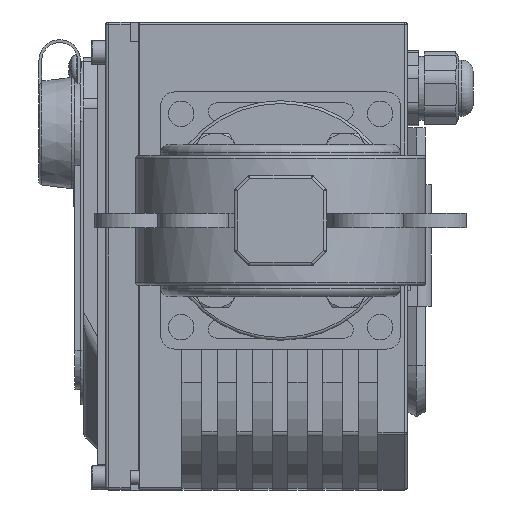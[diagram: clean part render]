
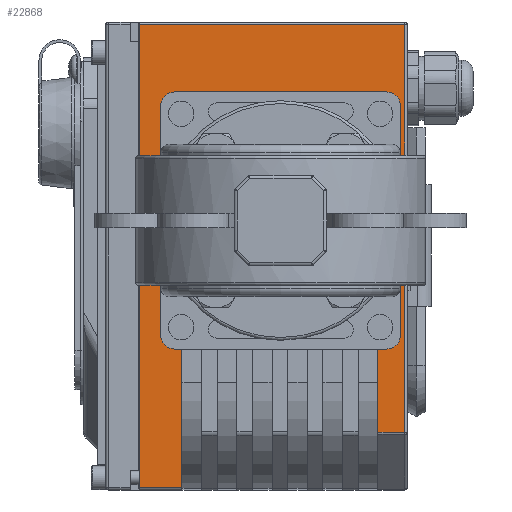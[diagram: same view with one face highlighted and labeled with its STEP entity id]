
A CAD part, front view. The second image highlights one B-rep face of the part: STEP entity #22868.
In plain terms, the highlighted planar face has unit normal (0, -1, 0).
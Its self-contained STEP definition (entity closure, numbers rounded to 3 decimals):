
#626=PLANE('',#24560);
#2361=LINE('',#33866,#4388);
#2366=LINE('',#33879,#4393);
#2368=LINE('',#33887,#4395);
#2370=LINE('',#33897,#4397);
#2371=LINE('',#33899,#4398);
#2372=LINE('',#33901,#4399);
#2373=LINE('',#33903,#4400);
#2374=LINE('',#33905,#4401);
#2375=LINE('',#33909,#4402);
#2376=LINE('',#33913,#4403);
#2377=LINE('',#33917,#4404);
#2378=LINE('',#33920,#4405);
#4388=VECTOR('',#27427,10.);
#4393=VECTOR('',#27438,10.);
#4395=VECTOR('',#27448,10.);
#4397=VECTOR('',#27462,10.);
#4398=VECTOR('',#27463,10.);
#4399=VECTOR('',#27464,10.);
#4400=VECTOR('',#27465,10.);
#4401=VECTOR('',#27466,10.);
#4402=VECTOR('',#27469,10.);
#4403=VECTOR('',#27472,10.);
#4404=VECTOR('',#27475,10.);
#4405=VECTOR('',#27478,10.);
#7536=FACE_OUTER_BOUND('',#8828,.T.);
#8828=EDGE_LOOP('',(#17684,#17685,#17686,#17687,#17688,#17689,#17690,#17691,
#17692,#17693,#17694,#17695,#17696,#17697,#17698,#17699));
#10085=CIRCLE('',#24561,4.9);
#10086=CIRCLE('',#24562,4.9);
#10087=CIRCLE('',#24563,4.9);
#10088=CIRCLE('',#24564,4.9);
#11139=VERTEX_POINT('',#33863);
#11140=VERTEX_POINT('',#33865);
#11145=VERTEX_POINT('',#33877);
#11147=VERTEX_POINT('',#33885);
#11149=VERTEX_POINT('',#33896);
#11150=VERTEX_POINT('',#33898);
#11151=VERTEX_POINT('',#33900);
#11152=VERTEX_POINT('',#33902);
#11153=VERTEX_POINT('',#33904);
#11154=VERTEX_POINT('',#33906);
#11155=VERTEX_POINT('',#33908);
#11156=VERTEX_POINT('',#33910);
#11157=VERTEX_POINT('',#33912);
#11158=VERTEX_POINT('',#33914);
#11159=VERTEX_POINT('',#33916);
#11160=VERTEX_POINT('',#33918);
#13584=EDGE_CURVE('',#11140,#11139,#2361,.T.);
#13591=EDGE_CURVE('',#11145,#11139,#2366,.T.);
#13595=EDGE_CURVE('',#11147,#11145,#2368,.T.);
#13600=EDGE_CURVE('',#11149,#11147,#2370,.T.);
#13601=EDGE_CURVE('',#11150,#11149,#2371,.T.);
#13602=EDGE_CURVE('',#11151,#11150,#2372,.T.);
#13603=EDGE_CURVE('',#11151,#11152,#2373,.T.);
#13604=EDGE_CURVE('',#11152,#11153,#2374,.T.);
#13605=EDGE_CURVE('',#11154,#11153,#10085,.F.);
#13606=EDGE_CURVE('',#11154,#11155,#2375,.T.);
#13607=EDGE_CURVE('',#11156,#11155,#10086,.F.);
#13608=EDGE_CURVE('',#11156,#11157,#2376,.T.);
#13609=EDGE_CURVE('',#11158,#11157,#10087,.F.);
#13610=EDGE_CURVE('',#11158,#11159,#2377,.T.);
#13611=EDGE_CURVE('',#11160,#11159,#10088,.F.);
#13612=EDGE_CURVE('',#11160,#11140,#2378,.T.);
#17684=ORIENTED_EDGE('',*,*,#13591,.F.);
#17685=ORIENTED_EDGE('',*,*,#13595,.F.);
#17686=ORIENTED_EDGE('',*,*,#13600,.F.);
#17687=ORIENTED_EDGE('',*,*,#13601,.F.);
#17688=ORIENTED_EDGE('',*,*,#13602,.F.);
#17689=ORIENTED_EDGE('',*,*,#13603,.T.);
#17690=ORIENTED_EDGE('',*,*,#13604,.T.);
#17691=ORIENTED_EDGE('',*,*,#13605,.F.);
#17692=ORIENTED_EDGE('',*,*,#13606,.T.);
#17693=ORIENTED_EDGE('',*,*,#13607,.F.);
#17694=ORIENTED_EDGE('',*,*,#13608,.T.);
#17695=ORIENTED_EDGE('',*,*,#13609,.F.);
#17696=ORIENTED_EDGE('',*,*,#13610,.T.);
#17697=ORIENTED_EDGE('',*,*,#13611,.F.);
#17698=ORIENTED_EDGE('',*,*,#13612,.T.);
#17699=ORIENTED_EDGE('',*,*,#13584,.T.);
#22868=ADVANCED_FACE('',(#7536),#626,.T.);
#24560=AXIS2_PLACEMENT_3D('',#33895,#27460,#27461);
#24561=AXIS2_PLACEMENT_3D('',#33907,#27467,#27468);
#24562=AXIS2_PLACEMENT_3D('',#33911,#27470,#27471);
#24563=AXIS2_PLACEMENT_3D('',#33915,#27473,#27474);
#24564=AXIS2_PLACEMENT_3D('',#33919,#27476,#27477);
#27427=DIRECTION('',(1.,0.,0.));
#27438=DIRECTION('',(0.,0.,-1.));
#27448=DIRECTION('',(1.,0.,0.));
#27460=DIRECTION('center_axis',(0.,-1.,0.));
#27461=DIRECTION('ref_axis',(-1.,0.,0.));
#27462=DIRECTION('',(0.,0.,1.));
#27463=DIRECTION('',(-1.,0.,0.));
#27464=DIRECTION('',(0.,0.,-1.));
#27465=DIRECTION('',(-1.,0.,0.));
#27466=DIRECTION('',(0.,0.,-1.));
#27467=DIRECTION('center_axis',(0.,1.,0.));
#27468=DIRECTION('ref_axis',(0.707,0.,-0.707));
#27469=DIRECTION('',(-1.,0.,0.));
#27470=DIRECTION('center_axis',(0.,1.,0.));
#27471=DIRECTION('ref_axis',(-0.707,0.,-0.707));
#27472=DIRECTION('',(0.,0.,1.));
#27473=DIRECTION('center_axis',(0.,1.,0.));
#27474=DIRECTION('ref_axis',(-0.707,0.,0.707));
#27475=DIRECTION('',(1.,0.,0.));
#27476=DIRECTION('center_axis',(0.,1.,0.));
#27477=DIRECTION('ref_axis',(0.707,0.,0.707));
#27478=DIRECTION('',(0.,0.,-1.));
#33863=CARTESIAN_POINT('',(59.586,-40.,-10.5));
#33865=CARTESIAN_POINT('',(30.,-40.,-10.5));
#33866=CARTESIAN_POINT('',(70.,-40.,-10.5));
#33877=CARTESIAN_POINT('',(59.586,-40.,-1.));
#33879=CARTESIAN_POINT('',(59.586,-40.,2.5));
#33885=CARTESIAN_POINT('',(-85.,-40.,-1.));
#33887=CARTESIAN_POINT('',(30.,-40.,-1.));
#33895=CARTESIAN_POINT('Origin',(60.,-40.,5.));
#33896=CARTESIAN_POINT('',(-85.,-40.,-95.));
#33897=CARTESIAN_POINT('',(-85.,-40.,5.));
#33898=CARTESIAN_POINT('',(79.,-40.,-95.));
#33899=CARTESIAN_POINT('',(80.,-40.,-95.));
#33900=CARTESIAN_POINT('',(79.,-40.,-80.));
#33901=CARTESIAN_POINT('',(79.,-40.,5.));
#33902=CARTESIAN_POINT('',(30.,-40.,-80.));
#33903=CARTESIAN_POINT('',(80.,-40.,-80.));
#33904=CARTESIAN_POINT('',(30.,-40.,-82.6));
#33905=CARTESIAN_POINT('',(30.,-40.,-38.75));
#33906=CARTESIAN_POINT('',(25.1,-40.,-87.5));
#33907=CARTESIAN_POINT('Origin',(25.1,-40.,-82.6));
#33908=CARTESIAN_POINT('',(-56.284,-40.,-87.5));
#33909=CARTESIAN_POINT('',(-0.592,-40.,-87.5));
#33910=CARTESIAN_POINT('',(-61.184,-40.,-82.6));
#33911=CARTESIAN_POINT('Origin',(-56.284,-40.,-82.6));
#33912=CARTESIAN_POINT('',(-61.184,-40.,-7.4));
#33913=CARTESIAN_POINT('',(-61.184,-40.,3.75));
#33914=CARTESIAN_POINT('',(-56.284,-40.,-2.5));
#33915=CARTESIAN_POINT('Origin',(-56.284,-40.,-7.4));
#33916=CARTESIAN_POINT('',(25.1,-40.,-2.5));
#33917=CARTESIAN_POINT('',(45.,-40.,-2.5));
#33918=CARTESIAN_POINT('',(30.,-40.,-7.4));
#33919=CARTESIAN_POINT('Origin',(25.1,-40.,-7.4));
#33920=CARTESIAN_POINT('',(30.,-40.,-38.75));
